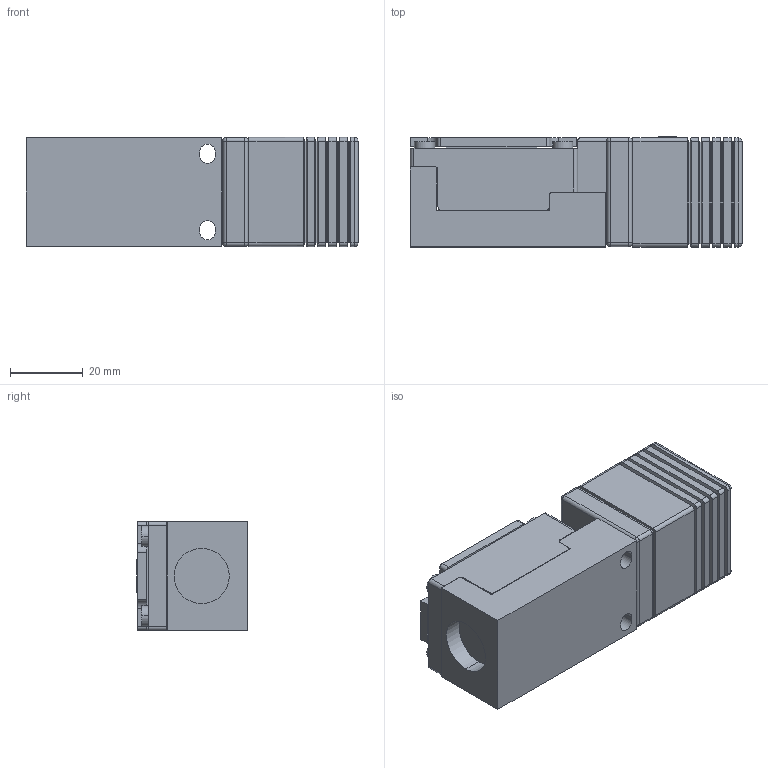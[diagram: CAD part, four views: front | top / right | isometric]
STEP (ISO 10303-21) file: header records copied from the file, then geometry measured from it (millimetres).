
FILE_DESCRIPTION((''),'2;1');
FILE_NAME('DM_CAD-0447B','2016-06-20T',('creinig-se'),(''),'PRO/ENGINEER BY PARAMETRIC TECHNOLOGY CORPORATION, 2015440','PRO/ENGINEER BY PARAMETRIC TECHNOLOGY CORPORATION, 2015440','');
FILE_SCHEMA(('CONFIG_CONTROL_DESIGN'));
Length unit declared in the file: millimetre
Products named in the file (1): DM_CAD-0447B
Bounding box: 91.31 x 30.3 x 30 mm (x, y, z)
Volume: 76729.5 mm3; surface area: 20664.2 mm2
Topology: 1 solids, 1 shells, 247 faces, 680 edges, 458 vertices
Faces by surface type: plane 161, cylinder 74, sphere 12
Entity records: 10058 total; most frequent: CARTESIAN_POINT 1490, ORIENTED_EDGE 1240, DIRECTION 1212, PRESENTATION_STYLE_ASSIGNMENT 711, STYLED_ITEM 694, CURVE_STYLE 687, EDGE_CURVE 620, VECTOR 476
